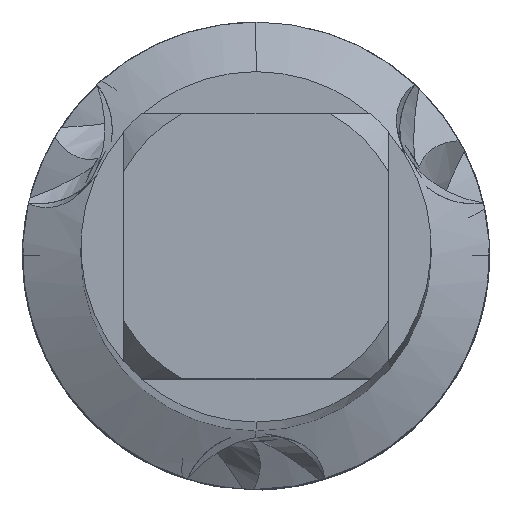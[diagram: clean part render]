
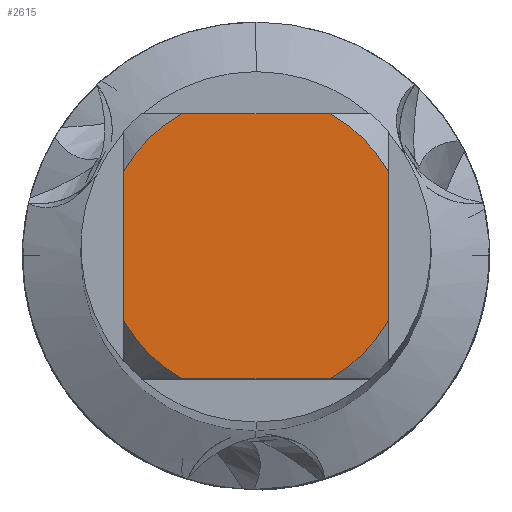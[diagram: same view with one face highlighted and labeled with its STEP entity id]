
A CAD part, top view. The second image highlights one B-rep face of the part: STEP entity #2615.
In plain terms, the highlighted planar face has unit normal (0, 0, 1).
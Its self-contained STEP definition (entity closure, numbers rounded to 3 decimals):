
#1433=EDGE_CURVE('',#2013,#2731,#4161,.T.);
#1625=VERTEX_POINT('',#4365);
#1783=EDGE_CURVE('',#3253,#2731,#4536,.T.);
#1875=EDGE_CURVE('',#3471,#1897,#4638,.T.);
#1891=VERTEX_POINT('',#4655);
#1897=VERTEX_POINT('',#4662);
#2001=EDGE_CURVE('',#3471,#1625,#4777,.T.);
#2013=VERTEX_POINT('',#4791);
#2107=EDGE_CURVE('',#3253,#1891,#4895,.T.);
#2523=VERTEX_POINT('',#5338);
#2615=ADVANCED_FACE('',(#5440),#5441,.T.);
#2661=EDGE_CURVE('',#2523,#1891,#5490,.T.);
#2731=VERTEX_POINT('',#5567);
#2781=EDGE_CURVE('',#2523,#1625,#5623,.T.);
#3061=EDGE_CURVE('',#2013,#1897,#5930,.T.);
#3253=VERTEX_POINT('',#6141);
#3471=VERTEX_POINT('',#6383);
#4161=CIRCLE('',#7182,1.95);
#4365=CARTESIAN_POINT('',(-1.7,-0.955,0.0));
#4536=LINE('',#8087,#8088);
#4638=CIRCLE('',#8288,1.95);
#4655=CARTESIAN_POINT('',(0.955,-1.7,0.0));
#4662=CARTESIAN_POINT('',(-0.955,1.7,0.0));
#4777=LINE('',#8565,#8566);
#4791=CARTESIAN_POINT('',(0.955,1.7,0.0));
#4895=CIRCLE('',#9122,1.95);
#5338=CARTESIAN_POINT('',(-0.955,-1.7,0.0));
#5440=FACE_OUTER_BOUND('',#10793,.T.);
#5441=PLANE('',#10794);
#5490=LINE('',#10911,#10912);
#5567=CARTESIAN_POINT('',(1.7,0.955,0.0));
#5623=CIRCLE('',#11190,1.95);
#5930=LINE('',#12038,#12039);
#6141=CARTESIAN_POINT('',(1.7,-0.955,0.0));
#6383=CARTESIAN_POINT('',(-1.7,0.955,0.0));
#7182=AXIS2_PLACEMENT_3D('',#15380,#15381,#15382);
#8087=CARTESIAN_POINT('',(1.7,0.488,0.0));
#8088=VECTOR('',#15729,1.0);
#8288=AXIS2_PLACEMENT_3D('',#15840,#15841,#15842);
#8565=CARTESIAN_POINT('',(-1.7,0.488,0.0));
#8566=VECTOR('',#15988,1.0);
#9122=AXIS2_PLACEMENT_3D('',#16124,#16125,#16126);
#10793=EDGE_LOOP('',(#16677,#16678,#16679,#16680,#16681,#16682,#16683,#16684));
#10794=AXIS2_PLACEMENT_3D('',#16685,#16686,#16687);
#10911=CARTESIAN_POINT('',(0.0,-1.7,0.0));
#10912=VECTOR('',#16730,1.0);
#11190=AXIS2_PLACEMENT_3D('',#16885,#16886,#16887);
#12038=CARTESIAN_POINT('',(0.0,1.7,0.0));
#12039=VECTOR('',#17304,1.0);
#15380=CARTESIAN_POINT('',(0.0,0.0,0.0));
#15381=DIRECTION('',(0.0,0.0,-1.0));
#15382=DIRECTION('',(0.0,1.0,0.0));
#15729=DIRECTION('',(-0.0,1.0,0.0));
#15840=CARTESIAN_POINT('',(0.0,0.0,0.0));
#15841=DIRECTION('',(0.0,0.0,-1.0));
#15842=DIRECTION('',(0.0,1.0,0.0));
#15988=DIRECTION('',(-0.0,-1.0,0.0));
#16124=CARTESIAN_POINT('',(0.0,0.0,0.0));
#16125=DIRECTION('',(0.0,0.0,-1.0));
#16126=DIRECTION('',(0.0,1.0,0.0));
#16677=ORIENTED_EDGE('',*,*,#2001,.T.);
#16678=ORIENTED_EDGE('',*,*,#2781,.F.);
#16679=ORIENTED_EDGE('',*,*,#2661,.T.);
#16680=ORIENTED_EDGE('',*,*,#2107,.F.);
#16681=ORIENTED_EDGE('',*,*,#1783,.T.);
#16682=ORIENTED_EDGE('',*,*,#1433,.F.);
#16683=ORIENTED_EDGE('',*,*,#3061,.T.);
#16684=ORIENTED_EDGE('',*,*,#1875,.F.);
#16685=CARTESIAN_POINT('',(0.0,0.975,0.0));
#16686=DIRECTION('',(-0.0,0.0,1.0));
#16687=DIRECTION('',(0.0,-1.0,0.0));
#16730=DIRECTION('',(1.0,0.0,0.0));
#16885=CARTESIAN_POINT('',(0.0,0.0,0.0));
#16886=DIRECTION('',(0.0,0.0,-1.0));
#16887=DIRECTION('',(0.0,1.0,0.0));
#17304=DIRECTION('',(-1.0,0.0,0.0));
